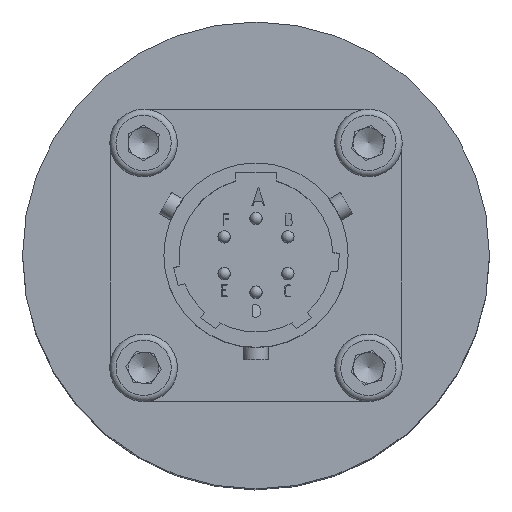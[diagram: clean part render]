
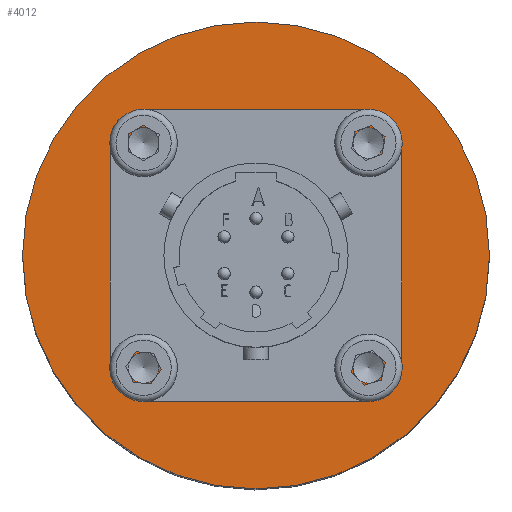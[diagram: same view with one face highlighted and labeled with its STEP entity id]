
A CAD part, top view. The second image highlights one B-rep face of the part: STEP entity #4012.
In plain terms, the highlighted planar face has unit normal (0, 0, 1).
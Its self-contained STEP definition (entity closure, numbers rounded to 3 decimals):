
#22 = CIRCLE ( 'NONE', #1638, 1.25 ) ;
#99 = AXIS2_PLACEMENT_3D ( 'NONE', #187, #508, #191 ) ;
#187 = CARTESIAN_POINT ( 'NONE',  ( -19., 0., 52. ) ) ;
#191 = DIRECTION ( 'NONE',  ( 0., -1., 0. ) ) ;
#271 = CIRCLE ( 'NONE', #4503, 1.25 ) ;
#330 = CIRCLE ( 'NONE', #1271, 19. ) ;
#352 = DIRECTION ( 'NONE',  ( 0., 0., 1. ) ) ;
#408 = EDGE_CURVE ( 'NONE', #1765, #1765, #271, .T. ) ;
#450 = DIRECTION ( 'NONE',  ( 0., 1., 0. ) ) ;
#464 = DIRECTION ( 'NONE',  ( 0., 0., 1. ) ) ;
#504 = CIRCLE ( 'NONE', #2413, 1.25 ) ;
#508 = DIRECTION ( 'NONE',  ( 0., 0., -1. ) ) ;
#520 = PLANE ( 'NONE',  #99 ) ;
#647 = CARTESIAN_POINT ( 'NONE',  ( 9.15, 9.15, 52. ) ) ;
#1092 = EDGE_CURVE ( 'NONE', #1702, #1702, #2618, .T. ) ;
#1172 = CARTESIAN_POINT ( 'NONE',  ( 0., 0., 52. ) ) ;
#1217 = ORIENTED_EDGE ( 'NONE', *, *, #2800, .F. ) ;
#1271 = AXIS2_PLACEMENT_3D ( 'NONE', #1744, #1799, #1621 ) ;
#1275 = EDGE_LOOP ( 'NONE', ( #1217 ) ) ;
#1314 = EDGE_LOOP ( 'NONE', ( #2231 ) ) ;
#1326 = EDGE_LOOP ( 'NONE', ( #4483 ) ) ;
#1335 = EDGE_LOOP ( 'NONE', ( #3672 ) ) ;
#1559 = FACE_BOUND ( 'NONE', #1326, .T. ) ;
#1621 = DIRECTION ( 'NONE',  ( 0., -1., 0. ) ) ;
#1623 = EDGE_LOOP ( 'NONE', ( #2465 ) ) ;
#1638 = AXIS2_PLACEMENT_3D ( 'NONE', #647, #464, #450 ) ;
#1702 = VERTEX_POINT ( 'NONE', #4388 ) ;
#1744 = CARTESIAN_POINT ( 'NONE',  ( 0., 0., 52. ) ) ;
#1765 = VERTEX_POINT ( 'NONE', #4572 ) ;
#1799 = DIRECTION ( 'NONE',  ( 0., 0., -1. ) ) ;
#1865 = CIRCLE ( 'NONE', #3846, 9.95 ) ;
#2064 = FACE_BOUND ( 'NONE', #1275, .T. ) ;
#2074 = DIRECTION ( 'NONE',  ( 0., 1., 0. ) ) ;
#2231 = ORIENTED_EDGE ( 'NONE', *, *, #3822, .F. ) ;
#2344 = DIRECTION ( 'NONE',  ( 0., 0., -1. ) ) ;
#2358 = DIRECTION ( 'NONE',  ( 0., -1., 0. ) ) ;
#2413 = AXIS2_PLACEMENT_3D ( 'NONE', #2711, #2670, #2693 ) ;
#2457 = AXIS2_PLACEMENT_3D ( 'NONE', #3919, #3949, #2625 ) ;
#2465 = ORIENTED_EDGE ( 'NONE', *, *, #1092, .F. ) ;
#2514 = FACE_OUTER_BOUND ( 'NONE', #1314, .T. ) ;
#2547 = FACE_BOUND ( 'NONE', #1335, .T. ) ;
#2618 = CIRCLE ( 'NONE', #2457, 1.25 ) ;
#2625 = DIRECTION ( 'NONE',  ( 0., 1., 0. ) ) ;
#2670 = DIRECTION ( 'NONE',  ( 0., 0., 1. ) ) ;
#2693 = DIRECTION ( 'NONE',  ( 0., 1., 0. ) ) ;
#2711 = CARTESIAN_POINT ( 'NONE',  ( 9.15, -9.15, 52. ) ) ;
#2800 = EDGE_CURVE ( 'NONE', #3108, #3108, #22, .T. ) ;
#2863 = VERTEX_POINT ( 'NONE', #3321 ) ;
#2914 = FACE_BOUND ( 'NONE', #1623, .T. ) ;
#2965 = VERTEX_POINT ( 'NONE', #3959 ) ;
#3014 = VERTEX_POINT ( 'NONE', #3903 ) ;
#3108 = VERTEX_POINT ( 'NONE', #3658 ) ;
#3321 = CARTESIAN_POINT ( 'NONE',  ( 0., -9.95, 52. ) ) ;
#3338 = ORIENTED_EDGE ( 'NONE', *, *, #408, .F. ) ;
#3658 = CARTESIAN_POINT ( 'NONE',  ( 9.15, 10.4, 52. ) ) ;
#3672 = ORIENTED_EDGE ( 'NONE', *, *, #4766, .T. ) ;
#3725 = EDGE_CURVE ( 'NONE', #3014, #3014, #504, .T. ) ;
#3822 = EDGE_CURVE ( 'NONE', #2965, #2965, #330, .T. ) ;
#3846 = AXIS2_PLACEMENT_3D ( 'NONE', #1172, #2344, #2358 ) ;
#3852 = EDGE_LOOP ( 'NONE', ( #3338 ) ) ;
#3903 = CARTESIAN_POINT ( 'NONE',  ( 9.15, -7.9, 52. ) ) ;
#3919 = CARTESIAN_POINT ( 'NONE',  ( -9.15, -9.15, 52. ) ) ;
#3936 = FACE_BOUND ( 'NONE', #3852, .T. ) ;
#3949 = DIRECTION ( 'NONE',  ( 0., 0., 1. ) ) ;
#3959 = CARTESIAN_POINT ( 'NONE',  ( 0., -19., 52. ) ) ;
#4012 = ADVANCED_FACE ( 'NONE', ( #2914, #3936, #2064, #1559, #2514, #2547 ), #520, .F. ) ;
#4093 = CARTESIAN_POINT ( 'NONE',  ( -9.15, 9.15, 52. ) ) ;
#4388 = CARTESIAN_POINT ( 'NONE',  ( -9.15, -7.9, 52. ) ) ;
#4483 = ORIENTED_EDGE ( 'NONE', *, *, #3725, .F. ) ;
#4503 = AXIS2_PLACEMENT_3D ( 'NONE', #4093, #352, #2074 ) ;
#4572 = CARTESIAN_POINT ( 'NONE',  ( -9.15, 10.4, 52. ) ) ;
#4766 = EDGE_CURVE ( 'NONE', #2863, #2863, #1865, .T. ) ;
